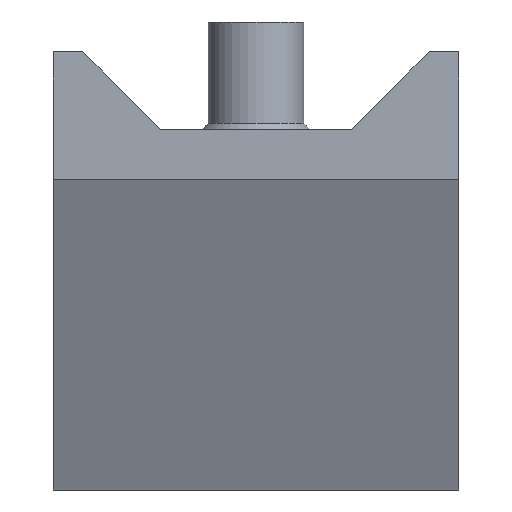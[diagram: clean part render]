
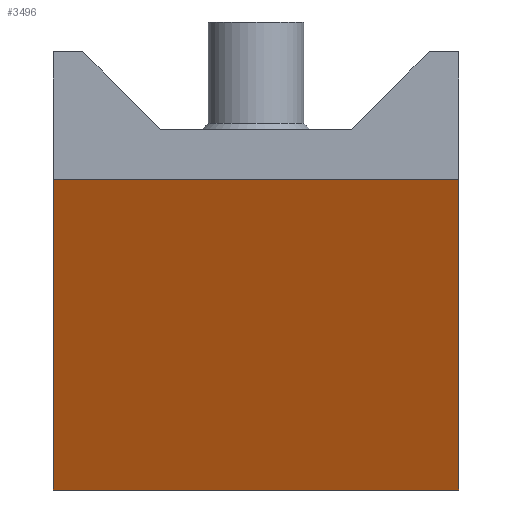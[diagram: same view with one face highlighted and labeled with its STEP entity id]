
A CAD part, front view. The second image highlights one B-rep face of the part: STEP entity #3496.
In plain terms, the highlighted planar face has unit normal (0, -0.914, -0.405).
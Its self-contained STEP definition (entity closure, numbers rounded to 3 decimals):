
#327 = CARTESIAN_POINT ( 'NONE',  ( 17., 11.5, -30.2 ) ) ;
#579 = VECTOR ( 'NONE', #5926, 1000. ) ;
#593 = VERTEX_POINT ( 'NONE', #824 ) ;
#693 = LINE ( 'NONE', #6559, #2483 ) ;
#732 = DIRECTION ( 'NONE',  ( -1., 0., 0. ) ) ;
#787 = ORIENTED_EDGE ( 'NONE', *, *, #3436, .T. ) ;
#803 = DIRECTION ( 'NONE',  ( 0., -0.405, 0.915 ) ) ;
#824 = CARTESIAN_POINT ( 'NONE',  ( 17., 0., -4.2 ) ) ;
#1189 = AXIS2_PLACEMENT_3D ( 'NONE', #2109, #2522, #803 ) ;
#1702 = CARTESIAN_POINT ( 'NONE',  ( -17., 11.5, -30.2 ) ) ;
#1921 = VERTEX_POINT ( 'NONE', #327 ) ;
#2109 = CARTESIAN_POINT ( 'NONE',  ( 68.971, 11.5, -30.2 ) ) ;
#2189 = EDGE_CURVE ( 'NONE', #593, #3732, #693, .T. ) ;
#2483 = VECTOR ( 'NONE', #732, 1000. ) ;
#2522 = DIRECTION ( 'NONE',  ( 0., 0.915, 0.405 ) ) ;
#2562 = FACE_OUTER_BOUND ( 'NONE', #6135, .T. ) ;
#2921 = EDGE_CURVE ( 'NONE', #1921, #5957, #4956, .T. ) ;
#3436 = EDGE_CURVE ( 'NONE', #1921, #593, #7076, .T. ) ;
#3496 = ADVANCED_FACE ( 'NONE', ( #2562 ), #4900, .F. ) ;
#3594 = ORIENTED_EDGE ( 'NONE', *, *, #6696, .F. ) ;
#3732 = VERTEX_POINT ( 'NONE', #6199 ) ;
#4458 = DIRECTION ( 'NONE',  ( -1., 0., 0. ) ) ;
#4653 = VECTOR ( 'NONE', #4458, 1000. ) ;
#4900 = PLANE ( 'NONE',  #1189 ) ;
#4956 = LINE ( 'NONE', #7373, #4653 ) ;
#5302 = ORIENTED_EDGE ( 'NONE', *, *, #2189, .T. ) ;
#5803 = LINE ( 'NONE', #1702, #6576 ) ;
#5842 = DIRECTION ( 'NONE',  ( 0., -0.405, 0.915 ) ) ;
#5894 = ORIENTED_EDGE ( 'NONE', *, *, #2921, .F. ) ;
#5926 = DIRECTION ( 'NONE',  ( 0., -0.405, 0.915 ) ) ;
#5957 = VERTEX_POINT ( 'NONE', #7516 ) ;
#6135 = EDGE_LOOP ( 'NONE', ( #5894, #787, #5302, #3594 ) ) ;
#6199 = CARTESIAN_POINT ( 'NONE',  ( -17., 0., -4.2 ) ) ;
#6505 = CARTESIAN_POINT ( 'NONE',  ( 17., 11.5, -30.2 ) ) ;
#6559 = CARTESIAN_POINT ( 'NONE',  ( 17., 0., -4.2 ) ) ;
#6576 = VECTOR ( 'NONE', #5842, 1000. ) ;
#6696 = EDGE_CURVE ( 'NONE', #5957, #3732, #5803, .T. ) ;
#7076 = LINE ( 'NONE', #6505, #579 ) ;
#7373 = CARTESIAN_POINT ( 'NONE',  ( 68.971, 11.5, -30.2 ) ) ;
#7516 = CARTESIAN_POINT ( 'NONE',  ( -17., 11.5, -30.2 ) ) ;
